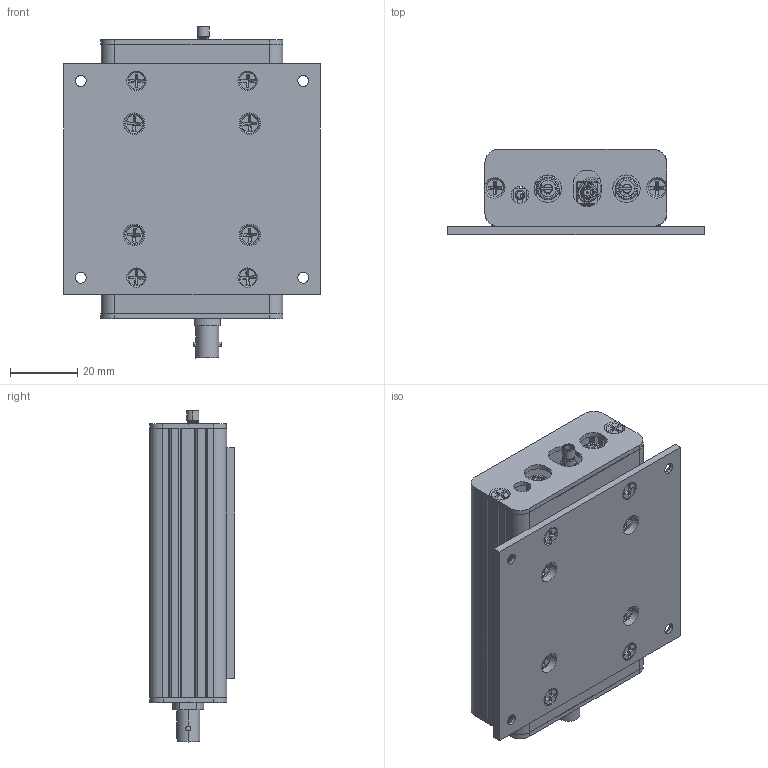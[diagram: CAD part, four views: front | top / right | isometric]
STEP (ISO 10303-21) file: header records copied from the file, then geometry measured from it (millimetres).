
FILE_DESCRIPTION (( 'STEP AP214' ), '1' );
FILE_NAME ('J724-1A.STEP', '2022-07-21T17:52:07', ( '' ), ( '' ), 'SwSTEP 2.0', 'SolidWorks 2022', '' );
FILE_SCHEMA (( 'AUTOMOTIVE_DESIGN' ));
Length unit declared in the file: inch
Products named in the file (17): 3329X001XXX; flat head screw_ai_CR-FHMS 0.112-40x0.3125x0.3125-N; 450_0101; 474-0001; 21A724-1A; 21M725D-2; 260_1303; 21D724D; 465-0016; 585-1320; flat head screw_ai_CR-FHMS 0.112-40x0.188x0.188-N; J Box; M3329_COVERFD1; flat head screw_ai_CR-FHMS 0.112-40x0.125x0.125-N; J724-1A; 21m732c; 21M725D-1
Assembly tree (29 placements, depth 4):
  J724-1A
    J Box
    21A724-1A
      21D724D
      260_1303
      474-0001
      465-0016
      3329X001XXX  x2
        M3329_COVERFD1
      450_0101
      585-1320  x4
    flat head screw_ai_CR-FHMS 0.112-40x0.188x0.188-N  x4
    21m732c
    flat head screw_ai_CR-FHMS 0.112-40x0.125x0.125-N  x4
    21M725D-1
    21M725D-2
    flat head screw_ai_CR-FHMS 0.112-40x0.3125x0.3125-N  x4
Bounding box: 76.2 x 25.29 x 98.57 mm (x, y, z)
Volume: 44478.5 mm3; surface area: 56803 mm2
Topology: 31 solids, 34 shells, 1534 faces, 3871 edges, 2456 vertices
Faces by surface type: plane 848, cylinder 495, cone 122, torus 57, bspline 8, sphere 4
Entity records: 37423 total; most frequent: CARTESIAN_POINT 5879, DIRECTION 5378, ORIENTED_EDGE 5174, EDGE_CURVE 2587, AXIS2_PLACEMENT_3D 1899, VERTEX_POINT 1666, LINE 1580, VECTOR 1580
